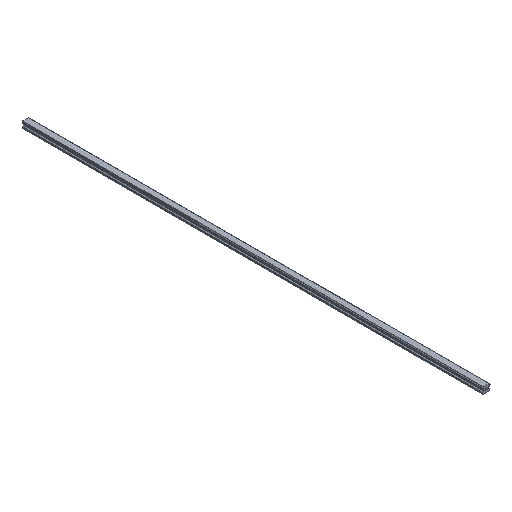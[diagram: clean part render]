
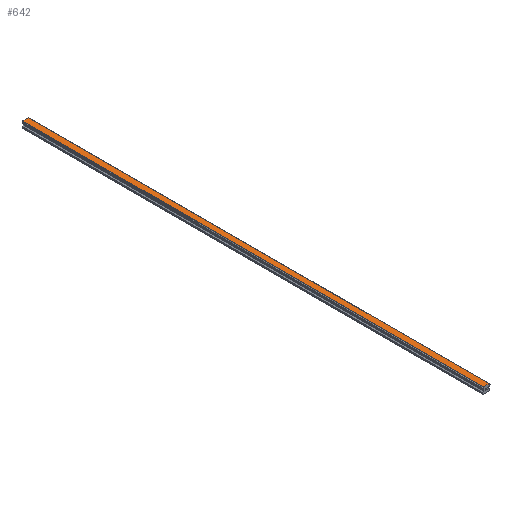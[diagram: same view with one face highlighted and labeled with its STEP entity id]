
A CAD part, isometric view. The second image highlights one B-rep face of the part: STEP entity #642.
In plain terms, the highlighted planar face has unit normal (0, 0, 1).
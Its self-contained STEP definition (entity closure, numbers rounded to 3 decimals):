
#642=ADVANCED_FACE('',(#1307),#1308,.T.);
#1307=FACE_OUTER_BOUND('',#2015,.T.);
#1308=PLANE('',#2016);
#2015=EDGE_LOOP('',(#3838,#3839,#3840,#3841));
#2016=AXIS2_PLACEMENT_3D('',#3842,#3843,#3844);
#3838=ORIENTED_EDGE('',*,*,#4634,.T.);
#3839=ORIENTED_EDGE('',*,*,#4816,.F.);
#3840=ORIENTED_EDGE('',*,*,#4496,.T.);
#3841=ORIENTED_EDGE('',*,*,#4814,.T.);
#3842=CARTESIAN_POINT('',(0.,2170.0,29.));
#3843=DIRECTION('',(0.0,0.0,1.0));
#3844=DIRECTION('',(-1.0,0.0,0.0));
#4496=EDGE_CURVE('',#5500,#5498,#5501,.T.);
#4634=EDGE_CURVE('',#5731,#5729,#5732,.T.);
#4814=EDGE_CURVE('',#5498,#5731,#5934,.T.);
#4816=EDGE_CURVE('',#5500,#5729,#5936,.T.);
#5498=VERTEX_POINT('',#6853);
#5500=VERTEX_POINT('',#6856);
#5501=LINE('',#6857,#6858);
#5729=VERTEX_POINT('',#7176);
#5731=VERTEX_POINT('',#7179);
#5732=LINE('',#7180,#7181);
#5934=LINE('',#7419,#7420);
#5936=LINE('',#7422,#7423);
#6853=CARTESIAN_POINT('',(-13.251,2170.0,29.));
#6856=CARTESIAN_POINT('',(13.251,2170.0,29.));
#6857=CARTESIAN_POINT('',(13.251,2170.0,29.));
#6858=VECTOR('',#7929,1.0);
#7176=CARTESIAN_POINT('',(13.251,0.0,29.));
#7179=CARTESIAN_POINT('',(-13.251,0.0,29.));
#7180=CARTESIAN_POINT('',(13.251,0.0,29.));
#7181=VECTOR('',#8087,1.0);
#7419=CARTESIAN_POINT('',(-13.251,2170.0,29.));
#7420=VECTOR('',#8319,1.0);
#7422=CARTESIAN_POINT('',(13.251,2170.0,29.));
#7423=VECTOR('',#8320,1.0);
#7929=DIRECTION('',(-1.0,0.0,0.0));
#8087=DIRECTION('',(1.0,0.0,0.0));
#8319=DIRECTION('',(0.0,-1.0,0.0));
#8320=DIRECTION('',(0.0,-1.0,0.0));
